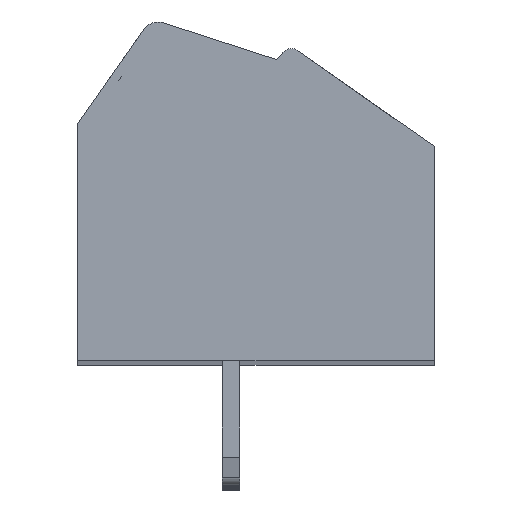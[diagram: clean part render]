
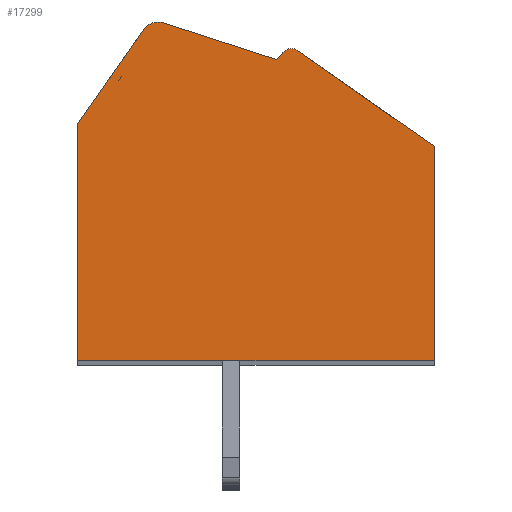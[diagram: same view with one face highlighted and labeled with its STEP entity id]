
A CAD part, top view. The second image highlights one B-rep face of the part: STEP entity #17299.
In plain terms, the highlighted planar face has unit normal (0, 0, 1).
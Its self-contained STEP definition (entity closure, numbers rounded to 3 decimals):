
#1473=DIRECTION('',(-0.951,0.309,0.));
#1474=VECTOR('',#1473,3.333);
#1475=CARTESIAN_POINT('',(0.588,3.695,1.75));
#1476=LINE('',#1475,#1474);
#1477=DIRECTION('',(-0.638,-0.77,0.));
#1478=VECTOR('',#1477,0.262);
#1479=CARTESIAN_POINT('',(0.755,3.897,1.75));
#1480=LINE('',#1479,#1478);
#1481=CARTESIAN_POINT('',(0.986,3.706,1.75));
#1482=DIRECTION('',(0.,0.,1.));
#1483=DIRECTION('',(0.574,0.819,0.));
#1484=AXIS2_PLACEMENT_3D('',#1481,#1482,#1483);
#1486=DIRECTION('',(-0.819,0.574,0.));
#1487=VECTOR('',#1486,4.691);
#1488=CARTESIAN_POINT('',(5.,1.261,1.75));
#1489=LINE('',#1488,#1487);
#1490=DIRECTION('',(0.,1.,0.));
#1491=VECTOR('',#1490,6.011);
#1492=CARTESIAN_POINT('',(5.,-4.75,1.75));
#1493=LINE('',#1492,#1491);
#1494=DIRECTION('',(1.,0.,0.));
#1495=VECTOR('',#1494,10.);
#1496=CARTESIAN_POINT('',(-5.,-4.75,1.75));
#1497=LINE('',#1496,#1495);
#1498=DIRECTION('',(0.,-1.,0.));
#1499=VECTOR('',#1498,6.64);
#1500=CARTESIAN_POINT('',(-5.,1.89,1.75));
#1501=LINE('',#1500,#1499);
#1502=DIRECTION('',(-0.574,-0.819,0.));
#1503=VECTOR('',#1502,3.231);
#1504=CARTESIAN_POINT('',(-3.147,4.537,1.75));
#1505=LINE('',#1504,#1503);
#1506=CARTESIAN_POINT('',(-2.737,4.25,1.75));
#1507=DIRECTION('',(0.,0.,1.));
#1508=DIRECTION('',(0.309,0.951,0.));
#1509=AXIS2_PLACEMENT_3D('',#1506,#1507,#1508);
#12407=CARTESIAN_POINT('',(0.588,3.695,1.75));
#12408=CARTESIAN_POINT('',(-2.583,4.726,1.75));
#12409=VERTEX_POINT('',#12407);
#12410=VERTEX_POINT('',#12408);
#12411=CARTESIAN_POINT('',(-3.147,4.537,1.75));
#12412=VERTEX_POINT('',#12411);
#12413=CARTESIAN_POINT('',(-5.,1.89,1.75));
#12414=VERTEX_POINT('',#12413);
#12415=CARTESIAN_POINT('',(-5.,-4.75,1.75));
#12416=VERTEX_POINT('',#12415);
#12417=CARTESIAN_POINT('',(5.,-4.75,1.75));
#12418=VERTEX_POINT('',#12417);
#12419=CARTESIAN_POINT('',(5.,1.261,1.75));
#12420=VERTEX_POINT('',#12419);
#12421=CARTESIAN_POINT('',(1.158,3.951,1.75));
#12422=VERTEX_POINT('',#12421);
#12423=CARTESIAN_POINT('',(0.755,3.897,1.75));
#12424=VERTEX_POINT('',#12423);
#17283=CARTESIAN_POINT('',(0.,0.,1.75));
#17284=DIRECTION('',(0.,0.,1.));
#17285=DIRECTION('',(1.,0.,0.));
#17286=AXIS2_PLACEMENT_3D('',#17283,#17284,#17285);
#17287=PLANE('',#17286);
#17288=ORIENTED_EDGE('',*,*,#16199,.F.);
#17289=ORIENTED_EDGE('',*,*,#16214,.F.);
#17290=ORIENTED_EDGE('',*,*,#16228,.F.);
#17291=ORIENTED_EDGE('',*,*,#16242,.F.);
#17292=ORIENTED_EDGE('',*,*,#16466,.F.);
#17293=ORIENTED_EDGE('',*,*,#16690,.F.);
#17294=ORIENTED_EDGE('',*,*,#16914,.F.);
#17295=ORIENTED_EDGE('',*,*,#17138,.F.);
#17296=ORIENTED_EDGE('',*,*,#17277,.F.);
#17297=EDGE_LOOP('',(#17288,#17289,#17290,#17291,#17292,#17293,#17294,#17295,
#17296));
#17298=FACE_OUTER_BOUND('',#17297,.F.);
#1485=CIRCLE('',#1484,0.3);
#1510=CIRCLE('',#1509,0.5);
#16199=EDGE_CURVE('',#12409,#12410,#1476,.T.);
#16214=EDGE_CURVE('',#12424,#12409,#1480,.T.);
#16228=EDGE_CURVE('',#12422,#12424,#1485,.T.);
#16242=EDGE_CURVE('',#12420,#12422,#1489,.T.);
#16466=EDGE_CURVE('',#12418,#12420,#1493,.T.);
#16690=EDGE_CURVE('',#12416,#12418,#1497,.T.);
#16914=EDGE_CURVE('',#12414,#12416,#1501,.T.);
#17138=EDGE_CURVE('',#12412,#12414,#1505,.T.);
#17277=EDGE_CURVE('',#12410,#12412,#1510,.T.);
#17299=ADVANCED_FACE('',(#17298),#17287,.T.);
